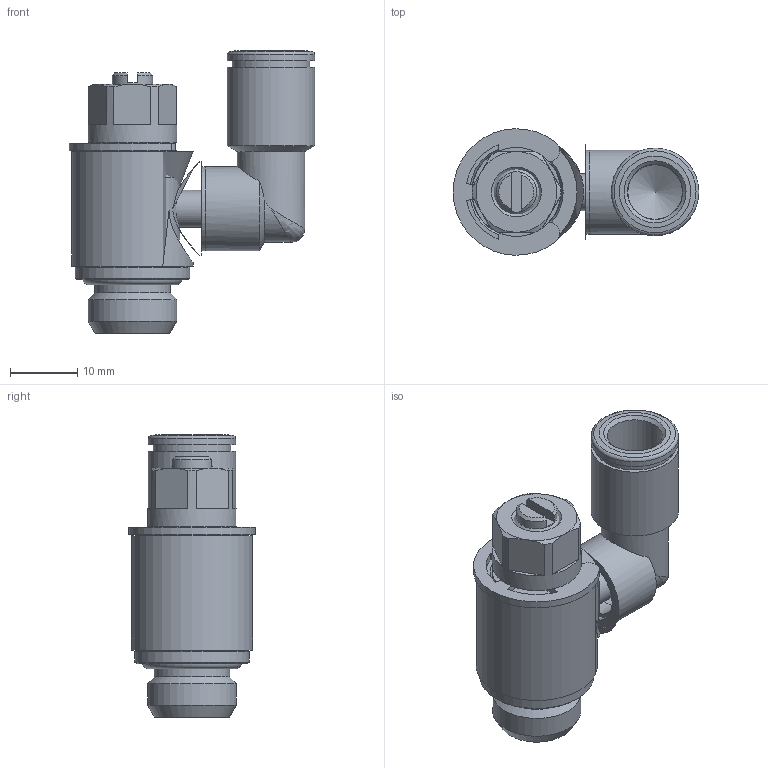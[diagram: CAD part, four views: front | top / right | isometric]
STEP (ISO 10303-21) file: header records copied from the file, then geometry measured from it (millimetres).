
FILE_DESCRIPTION(/* description */ (''),/* implementation_level */ '2;1');
FILE_NAME(/* name */ 'grbiqs_148_msv.stp',/* time_stamp */ '2017-10-30T15:38:35+01:00',/* author */ ('Hamoud'),/* organization */ (''),/* preprocessor_version */ 'ST-DEVELOPER v15.6',/* originating_system */ 'Autodesk Inventor LT ',/* authorisation */ '');
FILE_SCHEMA (('AUTOMOTIVE_DESIGN { 1 0 10303 214 3 1 1 }'));
Length unit declared in the file: millimetre
Products named in the file (1): grbiqs_148_msv
Bounding box: 36.5 x 18.79 x 42 mm (x, y, z)
Volume: 7565.7 mm3; surface area: 9907.4 mm2
Topology: 8 solids, 8 shells, 163 faces, 344 edges, 211 vertices
Faces by surface type: cylinder 57, plane 56, cone 42, torus 5, bspline 3
Full cylindrical faces by diameter (mm): 5.5 x2, 6 x3, 6.387 x1, 7 x1, 7.5 x1, 7.6 x1, 7.7 x1, 8.1 x1, 8.2 x1, 8.3 x1, 8.9 x1, 9 x3, 9.3 x1, 9.387 x1, 9.4 x1, 9.5 x1, 10 x3, 10.1 x3, 10.2 x1, 11 x1, 11.1 x1, 11.2 x1, 11.5 x1, 11.6 x1, 12.5 x2, 13 x2, 13.157 x1, 13.2 x3, 13.3 x2, 14 x2
Entity records: 5261 total; most frequent: CARTESIAN_POINT 2134, DIRECTION 688, ORIENTED_EDGE 468, AXIS2_PLACEMENT_3D 318, EDGE_LOOP 276, EDGE_CURVE 234, VERTEX_POINT 190, FACE_OUTER_BOUND 162
